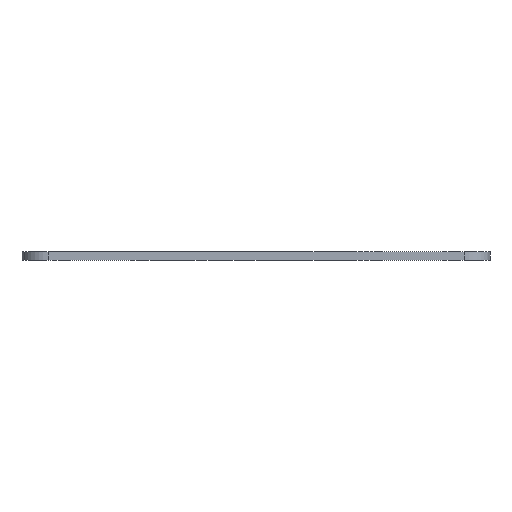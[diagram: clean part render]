
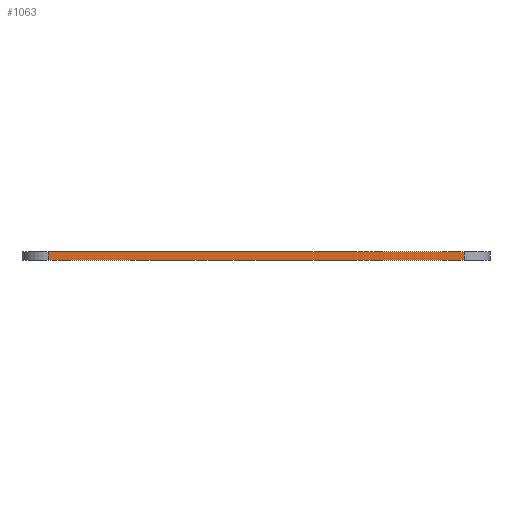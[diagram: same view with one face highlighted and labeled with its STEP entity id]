
A CAD part, left-side view. The second image highlights one B-rep face of the part: STEP entity #1063.
In plain terms, the highlighted planar face has unit normal (-1, 0, 0).
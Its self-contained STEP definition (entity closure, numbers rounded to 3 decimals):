
#123=PLANE($,#1204);
#176=FACE_OUTER_BOUND($,#294,.T.);
#294=EDGE_LOOP($,(#913,#914,#915,#916));
#338=LINE($,#1628,#378);
#350=LINE($,#1667,#390);
#359=LINE($,#1690,#399);
#368=LINE($,#1805,#408);
#378=VECTOR($,#1305,80.);
#390=VECTOR($,#1345,1.588);
#399=VECTOR($,#1370,1.588);
#408=VECTOR($,#1521,80.);
#540=VERTEX_POINT($,#1624);
#542=VERTEX_POINT($,#1627);
#555=VERTEX_POINT($,#1665);
#561=VERTEX_POINT($,#1689);
#647=EDGE_CURVE($,#540,#542,#338,.T.);
#667=EDGE_CURVE($,#555,#540,#350,.T.);
#678=EDGE_CURVE($,#542,#561,#359,.T.);
#720=EDGE_CURVE($,#555,#561,#368,.T.);
#913=ORIENTED_EDGE($,*,*,#667,.F.);
#914=ORIENTED_EDGE($,*,*,#720,.T.);
#915=ORIENTED_EDGE($,*,*,#678,.F.);
#916=ORIENTED_EDGE($,*,*,#647,.F.);
#1063=ADVANCED_FACE($,(#176),#123,.T.);
#1204=AXIS2_PLACEMENT_3D($,#1804,#1519,#1520);
#1305=DIRECTION($,(0.,-1.,0.));
#1345=DIRECTION($,(0.,0.,1.));
#1370=DIRECTION($,(0.,0.,-1.));
#1519=DIRECTION('center_axis',(-1.,0.,0.));
#1520=DIRECTION('ref_axis',(0.,-1.,0.));
#1521=DIRECTION($,(0.,-1.,0.));
#1624=CARTESIAN_POINT('',(0.,85.,1.588));
#1627=CARTESIAN_POINT('',(0.,5.,1.588));
#1628=CARTESIAN_POINT($,(0.,90.,1.588));
#1665=CARTESIAN_POINT('',(0.,85.,0.));
#1667=CARTESIAN_POINT($,(0.,85.,0.));
#1689=CARTESIAN_POINT('',(0.,5.,0.));
#1690=CARTESIAN_POINT($,(0.,5.,0.));
#1804=CARTESIAN_POINT('Origin',(0.,90.,0.));
#1805=CARTESIAN_POINT($,(0.,90.,0.));
